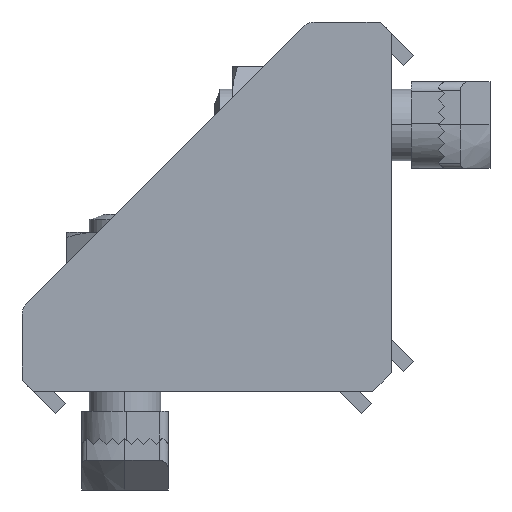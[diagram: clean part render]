
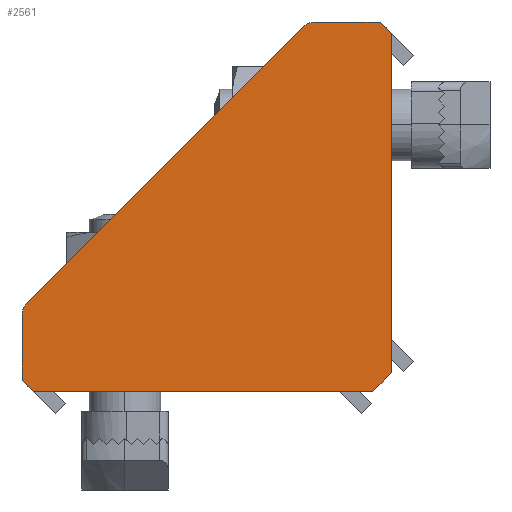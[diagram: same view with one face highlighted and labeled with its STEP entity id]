
A CAD part, left-side view. The second image highlights one B-rep face of the part: STEP entity #2561.
In plain terms, the highlighted planar face has unit normal (-1, 0, 0).
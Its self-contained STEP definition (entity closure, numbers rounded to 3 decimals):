
#362=DIRECTION('',(0.,-0.707,-0.707));
#363=VECTOR('',#362,1.807);
#364=CARTESIAN_POINT('',(-21.,1.278,41.3));
#365=LINE('',#364,#363);
#369=DIRECTION('',(0.,0.,-1.));
#370=VECTOR('',#369,37.901);
#371=CARTESIAN_POINT('',(-21.,0.,40.022));
#372=LINE('',#371,#370);
#376=DIRECTION('',(0.,0.707,-0.707));
#377=VECTOR('',#376,3.);
#378=CARTESIAN_POINT('',(-21.,0.,2.121));
#379=LINE('',#378,#377);
#383=DIRECTION('',(0.,1.,0.));
#384=VECTOR('',#383,37.901);
#385=CARTESIAN_POINT('',(-21.,2.121,0.));
#386=LINE('',#385,#384);
#390=DIRECTION('',(0.,0.707,0.707));
#391=VECTOR('',#390,1.807);
#392=CARTESIAN_POINT('',(-21.,40.022,0.));
#393=LINE('',#392,#391);
#397=DIRECTION('',(0.,0.,1.));
#398=VECTOR('',#397,7.223);
#399=CARTESIAN_POINT('',(-21.,41.3,1.278));
#400=LINE('',#399,#398);
#404=CARTESIAN_POINT('',(-21.,39.3,8.5));
#405=DIRECTION('',(1.,0.,0.));
#406=DIRECTION('',(0.,1.,0.));
#407=AXIS2_PLACEMENT_3D('',#404,#405,#406);
#412=DIRECTION('',(0.,-0.707,0.707));
#413=VECTOR('',#412,43.557);
#414=CARTESIAN_POINT('',(-21.,40.714,9.915));
#415=LINE('',#414,#413);
#419=CARTESIAN_POINT('',(-21.,8.5,39.3));
#420=DIRECTION('',(1.,0.,0.));
#421=DIRECTION('',(0.,0.707,0.707));
#422=AXIS2_PLACEMENT_3D('',#419,#420,#421);
#427=DIRECTION('',(0.,-1.,0.));
#428=VECTOR('',#427,7.223);
#429=CARTESIAN_POINT('',(-21.,8.5,41.3));
#430=LINE('',#429,#428);
#2190=CARTESIAN_POINT('',(-21.,1.278,41.3));
#2191=CARTESIAN_POINT('',(-21.,0.,40.022));
#2192=VERTEX_POINT('',#2190);
#2193=VERTEX_POINT('',#2191);
#2194=CARTESIAN_POINT('',(-21.,0.,2.121));
#2195=VERTEX_POINT('',#2194);
#2196=CARTESIAN_POINT('',(-21.,2.121,0.));
#2197=VERTEX_POINT('',#2196);
#2198=CARTESIAN_POINT('',(-21.,40.022,0.));
#2199=VERTEX_POINT('',#2198);
#2200=CARTESIAN_POINT('',(-21.,41.3,1.278));
#2201=VERTEX_POINT('',#2200);
#2202=CARTESIAN_POINT('',(-21.,41.3,8.5));
#2203=VERTEX_POINT('',#2202);
#2204=CARTESIAN_POINT('',(-21.,40.714,9.915));
#2205=VERTEX_POINT('',#2204);
#2206=CARTESIAN_POINT('',(-21.,9.915,40.714));
#2207=VERTEX_POINT('',#2206);
#2208=CARTESIAN_POINT('',(-21.,8.5,41.3));
#2209=VERTEX_POINT('',#2208);
#2534=CARTESIAN_POINT('',(-21.,0.,0.));
#2535=DIRECTION('',(1.,0.,0.));
#2536=DIRECTION('',(0.,0.,-1.));
#2537=AXIS2_PLACEMENT_3D('',#2534,#2535,#2536);
#2538=PLANE('',#2537);
#2540=ORIENTED_EDGE('',*,*,#2539,.T.);
#2542=ORIENTED_EDGE('',*,*,#2541,.T.);
#2544=ORIENTED_EDGE('',*,*,#2543,.T.);
#2546=ORIENTED_EDGE('',*,*,#2545,.T.);
#2548=ORIENTED_EDGE('',*,*,#2547,.T.);
#2550=ORIENTED_EDGE('',*,*,#2549,.T.);
#2552=ORIENTED_EDGE('',*,*,#2551,.T.);
#2554=ORIENTED_EDGE('',*,*,#2553,.T.);
#2556=ORIENTED_EDGE('',*,*,#2555,.T.);
#2558=ORIENTED_EDGE('',*,*,#2557,.T.);
#2559=EDGE_LOOP('',(#2540,#2542,#2544,#2546,#2548,#2550,#2552,#2554,#2556,
#2558));
#2560=FACE_OUTER_BOUND('',#2559,.F.);
#408=CIRCLE('',#407,2.);
#423=CIRCLE('',#422,2.);
#2539=EDGE_CURVE('',#2192,#2193,#365,.T.);
#2541=EDGE_CURVE('',#2193,#2195,#372,.T.);
#2543=EDGE_CURVE('',#2195,#2197,#379,.T.);
#2545=EDGE_CURVE('',#2197,#2199,#386,.T.);
#2547=EDGE_CURVE('',#2199,#2201,#393,.T.);
#2549=EDGE_CURVE('',#2201,#2203,#400,.T.);
#2551=EDGE_CURVE('',#2203,#2205,#408,.T.);
#2553=EDGE_CURVE('',#2205,#2207,#415,.T.);
#2555=EDGE_CURVE('',#2207,#2209,#423,.T.);
#2557=EDGE_CURVE('',#2209,#2192,#430,.T.);
#2561=ADVANCED_FACE('',(#2560),#2538,.F.);
